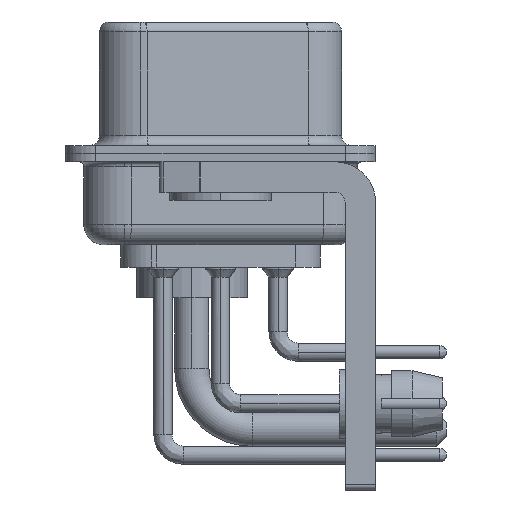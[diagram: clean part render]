
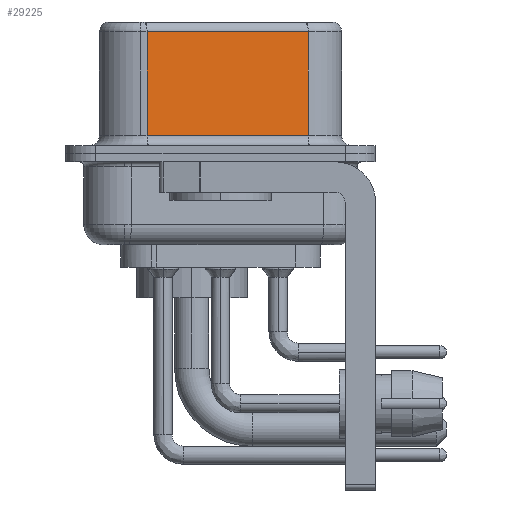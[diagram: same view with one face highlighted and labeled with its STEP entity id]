
A CAD part, left-side view. The second image highlights one B-rep face of the part: STEP entity #29225.
In plain terms, the highlighted planar face has unit normal (-0.985, -0.174, 0).
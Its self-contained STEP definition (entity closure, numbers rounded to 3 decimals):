
#2409 = DIRECTION ( 'NONE',  ( 0., 0., -1. ) ) ;
#2787 = LINE ( 'NONE', #5170, #8250 ) ;
#5093 = VECTOR ( 'NONE', #26061, 1000. ) ;
#5103 = VECTOR ( 'NONE', #14966, 1000. ) ;
#5170 = CARTESIAN_POINT ( 'NONE',  ( 5.132, -4.322, 6.52 ) ) ;
#5877 = ORIENTED_EDGE ( 'NONE', *, *, #26609, .T. ) ;
#7443 = EDGE_CURVE ( 'NONE', #17676, #33235, #14156, .T. ) ;
#7604 = CARTESIAN_POINT ( 'NONE',  ( 5.132, -4.322, 6.02 ) ) ;
#7822 = CARTESIAN_POINT ( 'NONE',  ( 5.132, -4.322, 6.52 ) ) ;
#8250 = VECTOR ( 'NONE', #2409, 1000. ) ;
#8648 = CARTESIAN_POINT ( 'NONE',  ( 5.132, -4.322, 0.9 ) ) ;
#9988 = LINE ( 'NONE', #30317, #37271 ) ;
#11152 = DIRECTION ( 'NONE',  ( -0.174, 0.985, 0. ) ) ;
#13441 = EDGE_LOOP ( 'NONE', ( #33019, #34153, #18421, #5877 ) ) ;
#14156 = LINE ( 'NONE', #19628, #5093 ) ;
#14966 = DIRECTION ( 'NONE',  ( 0.174, -0.985, 0. ) ) ;
#17322 = CARTESIAN_POINT ( 'NONE',  ( 5.132, -4.322, 0.9 ) ) ;
#17676 = VERTEX_POINT ( 'NONE', #36676 ) ;
#18421 = ORIENTED_EDGE ( 'NONE', *, *, #7443, .T. ) ;
#18985 = DIRECTION ( 'NONE',  ( -0.174, 0.985, 0. ) ) ;
#19377 = DIRECTION ( 'NONE',  ( 0.985, 0.174, 0. ) ) ;
#19628 = CARTESIAN_POINT ( 'NONE',  ( 3.73, 3.628, 6.52 ) ) ;
#21996 = VERTEX_POINT ( 'NONE', #8648 ) ;
#22646 = AXIS2_PLACEMENT_3D ( 'NONE', #7822, #19377, #11152 ) ;
#23183 = LINE ( 'NONE', #17322, #5103 ) ;
#23516 = CARTESIAN_POINT ( 'NONE',  ( 3.73, 3.628, 0.9 ) ) ;
#23747 = EDGE_CURVE ( 'NONE', #31094, #21996, #2787, .T. ) ;
#26061 = DIRECTION ( 'NONE',  ( 0., 0., -1. ) ) ;
#26609 = EDGE_CURVE ( 'NONE', #33235, #21996, #23183, .T. ) ;
#29225 = ADVANCED_FACE ( 'NONE', ( #37912 ), #37340, .F. ) ;
#30317 = CARTESIAN_POINT ( 'NONE',  ( 5.132, -4.322, 6.02 ) ) ;
#31094 = VERTEX_POINT ( 'NONE', #7604 ) ;
#33019 = ORIENTED_EDGE ( 'NONE', *, *, #23747, .F. ) ;
#33235 = VERTEX_POINT ( 'NONE', #23516 ) ;
#34153 = ORIENTED_EDGE ( 'NONE', *, *, #36156, .T. ) ;
#36156 = EDGE_CURVE ( 'NONE', #31094, #17676, #9988, .T. ) ;
#36676 = CARTESIAN_POINT ( 'NONE',  ( 3.73, 3.628, 6.02 ) ) ;
#37271 = VECTOR ( 'NONE', #18985, 1000. ) ;
#37340 = PLANE ( 'NONE',  #22646 ) ;
#37912 = FACE_OUTER_BOUND ( 'NONE', #13441, .T. ) ;
